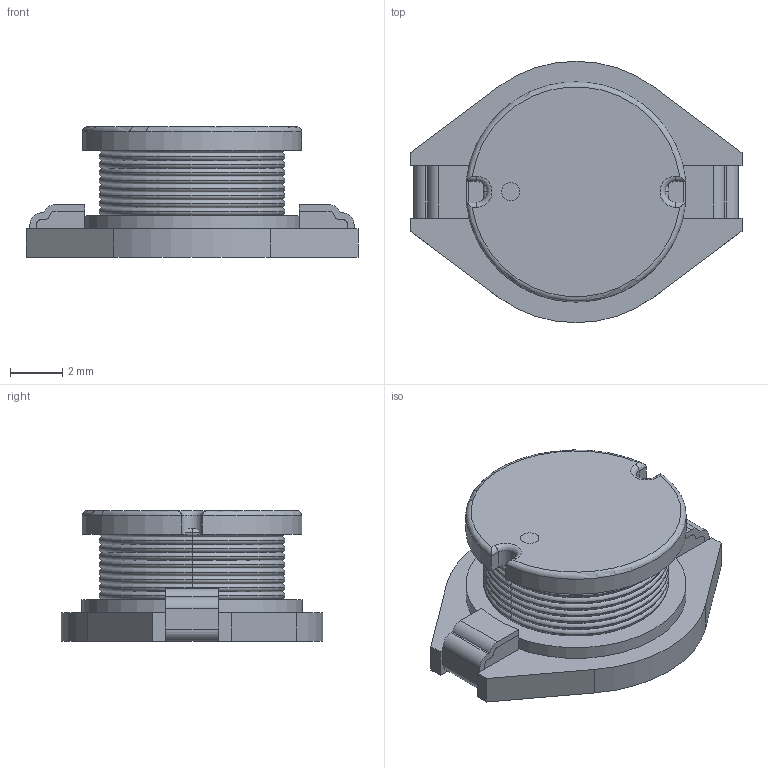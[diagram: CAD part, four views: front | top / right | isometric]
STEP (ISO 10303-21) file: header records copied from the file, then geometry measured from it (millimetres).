
FILE_DESCRIPTION((''),'2;1');
FILE_NAME('IND_WURTH_WE-PD4-L.stp','2011-06-07T17:25:54',(''),(''),'Mechanical Desktop 2011','Mechanical Desktop 2011',', , ');
FILE_SCHEMA(('AUTOMOTIVE_DESIGN { 1 2 10303 214 1 1 1 1 }'));
Length unit declared in the file: millimetre
Products named in the file (1): Product
Bounding box: 12.7 x 10 x 5 mm (x, y, z)
Volume: 197.6 mm3; surface area: 743.8 mm2
Topology: 17 solids, 17 shells, 143 faces, 334 edges, 208 vertices
Faces by surface type: plane 43, torus 40, bspline 33, cylinder 27
Entity records: 4387 total; most frequent: CARTESIAN_POINT 1019, DIRECTION 704, ORIENTED_EDGE 668, EDGE_CURVE 334, AXIS2_PLACEMENT_3D 263, VERTEX_POINT 208, VECTOR 178, LINE 178
